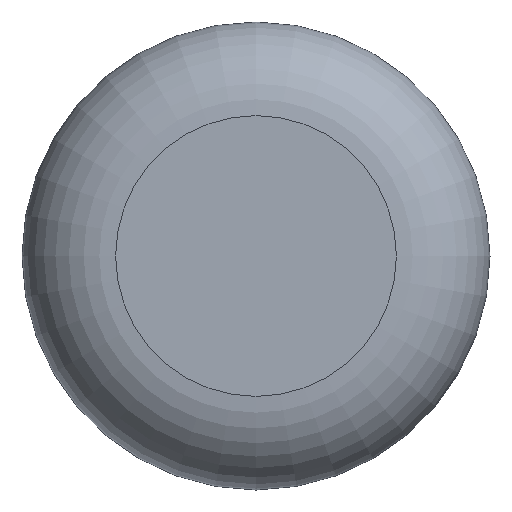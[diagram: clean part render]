
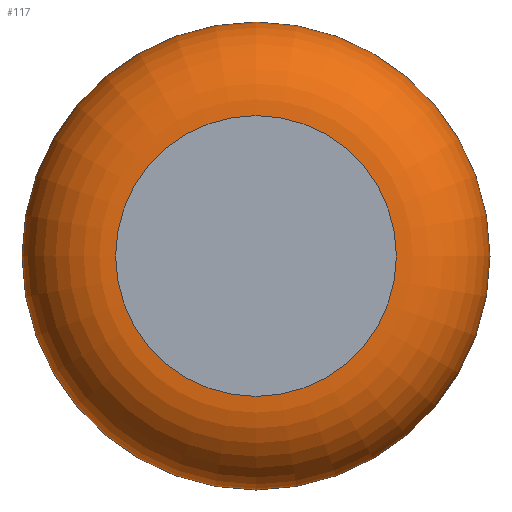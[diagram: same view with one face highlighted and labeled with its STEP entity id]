
A CAD part, left-side view. The second image highlights one B-rep face of the part: STEP entity #117.
In plain terms, the highlighted toroidal (fillet/blend) face has major radius 1.5 mm and minor radius 1 mm.
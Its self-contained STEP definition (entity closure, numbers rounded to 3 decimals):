
#28=FACE_OUTER_BOUND('',#35,.T.);
#35=EDGE_LOOP('',(#84,#85,#86,#87,#88,#89,#90));
#43=CIRCLE('',#145,2.5);
#44=CIRCLE('',#146,2.5);
#45=CIRCLE('',#147,1.);
#46=CIRCLE('',#148,1.5);
#47=CIRCLE('',#149,1.5);
#48=CIRCLE('',#150,2.5);
#56=VERTEX_POINT('',#211);
#57=VERTEX_POINT('',#212);
#58=VERTEX_POINT('',#214);
#59=VERTEX_POINT('',#216);
#60=VERTEX_POINT('',#218);
#68=EDGE_CURVE('',#56,#57,#43,.T.);
#69=EDGE_CURVE('',#57,#58,#44,.T.);
#70=EDGE_CURVE('',#58,#59,#45,.T.);
#71=EDGE_CURVE('',#59,#60,#46,.T.);
#72=EDGE_CURVE('',#60,#59,#47,.T.);
#73=EDGE_CURVE('',#58,#56,#48,.T.);
#84=ORIENTED_EDGE('',*,*,#68,.T.);
#85=ORIENTED_EDGE('',*,*,#69,.T.);
#86=ORIENTED_EDGE('',*,*,#70,.T.);
#87=ORIENTED_EDGE('',*,*,#71,.T.);
#88=ORIENTED_EDGE('',*,*,#72,.T.);
#89=ORIENTED_EDGE('',*,*,#70,.F.);
#90=ORIENTED_EDGE('',*,*,#73,.T.);
#116=TOROIDAL_SURFACE('',#144,1.5,1.);
#117=ADVANCED_FACE('',(#28),#116,.T.);
#144=AXIS2_PLACEMENT_3D('',#210,#166,#167);
#145=AXIS2_PLACEMENT_3D('',#213,#168,#169);
#146=AXIS2_PLACEMENT_3D('',#215,#170,#171);
#147=AXIS2_PLACEMENT_3D('',#217,#172,#173);
#148=AXIS2_PLACEMENT_3D('',#219,#174,#175);
#149=AXIS2_PLACEMENT_3D('',#220,#176,#177);
#150=AXIS2_PLACEMENT_3D('',#221,#178,#179);
#166=DIRECTION('center_axis',(1.,0.,0.));
#167=DIRECTION('ref_axis',(0.,0.,-1.));
#168=DIRECTION('center_axis',(-1.,0.,0.));
#169=DIRECTION('ref_axis',(0.,-1.,0.));
#170=DIRECTION('center_axis',(-1.,0.,0.));
#171=DIRECTION('ref_axis',(0.,-1.,0.));
#172=DIRECTION('center_axis',(0.,-1.,0.));
#173=DIRECTION('ref_axis',(0.,0.,1.));
#174=DIRECTION('center_axis',(1.,0.,0.));
#175=DIRECTION('ref_axis',(0.,-1.,0.));
#176=DIRECTION('center_axis',(1.,0.,0.));
#177=DIRECTION('ref_axis',(0.,-1.,0.));
#178=DIRECTION('center_axis',(-1.,0.,0.));
#179=DIRECTION('ref_axis',(0.,-1.,0.));
#210=CARTESIAN_POINT('Origin',(-0.5,0.,0.));
#211=CARTESIAN_POINT('',(-0.5,2.5,0.));
#212=CARTESIAN_POINT('',(-0.5,-2.5,0.));
#213=CARTESIAN_POINT('Origin',(-0.5,0.,0.));
#214=CARTESIAN_POINT('',(-0.5,0.,2.5));
#215=CARTESIAN_POINT('Origin',(-0.5,0.,0.));
#216=CARTESIAN_POINT('',(-1.5,0.,1.5));
#217=CARTESIAN_POINT('Origin',(-0.5,0.,1.5));
#218=CARTESIAN_POINT('',(-1.5,1.5,0.));
#219=CARTESIAN_POINT('Origin',(-1.5,0.,0.));
#220=CARTESIAN_POINT('Origin',(-1.5,0.,0.));
#221=CARTESIAN_POINT('Origin',(-0.5,0.,0.));
